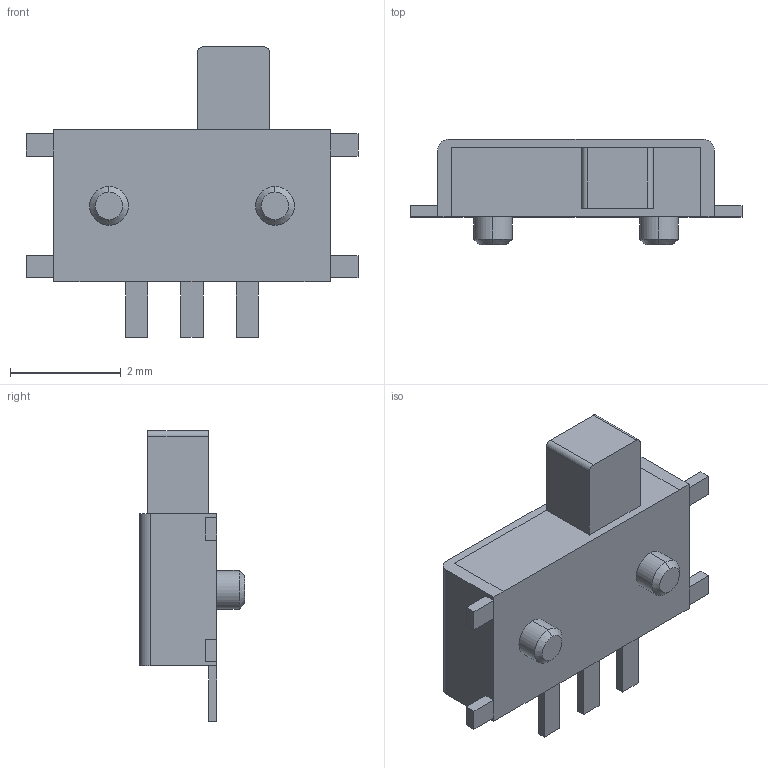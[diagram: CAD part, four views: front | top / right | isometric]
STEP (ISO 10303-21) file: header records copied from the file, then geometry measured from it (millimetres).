
FILE_DESCRIPTION (( 'STEP AP214' ), '1' );
FILE_NAME ('HRO_K3-1293S.step', '2020-12-07T12:10:42+00:00', 'Stefan Hamminga', '', '', '', '');
FILE_SCHEMA (( 'AUTOMOTIVE_DESIGN' ));
Length unit declared in the file: millimetre
Products named in the file (1): HRO_K3-1293S
Bounding box: 6 x 1.9 x 5.25 mm (x, y, z)
Volume: 22 mm3; surface area: 63.4 mm2
Topology: 1 solids, 1 shells, 61 faces, 153 edges, 96 vertices
Faces by surface type: plane 49, cylinder 8, cone 4
Entity records: 2026 total; most frequent: CARTESIAN_POINT 311, ORIENTED_EDGE 306, DIRECTION 297, EDGE_CURVE 153, VECTOR 133, LINE 133, VERTEX_POINT 96, AXIS2_PLACEMENT_3D 82
